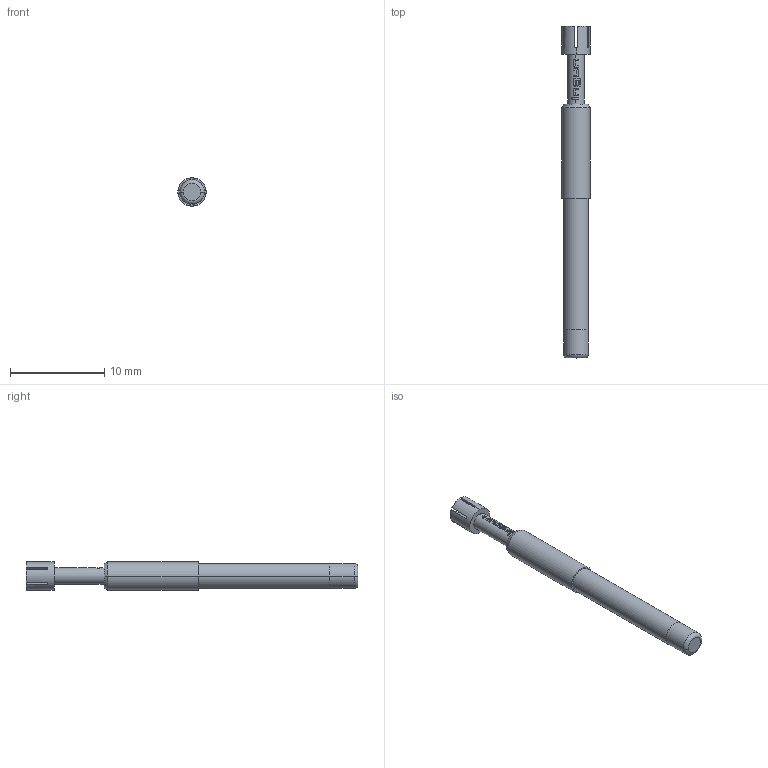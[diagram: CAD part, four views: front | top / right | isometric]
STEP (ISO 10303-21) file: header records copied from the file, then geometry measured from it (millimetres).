
FILE_DESCRIPTION (( 'STEP AP203' ), '1' );
FILE_NAME ('INGUN_GKS-113_319_300_A_xx10.STEP', '2022-01-19T13:11:42', ( 'ochi' ), ( '' ), 'SwSTEP 2.0', 'SolidWorks 2018', '' );
FILE_SCHEMA (( 'CONFIG_CONTROL_DESIGN' ));
Length unit declared in the file: millimetre
Products named in the file (1): INGUN_GKS-113_319_300_A_xx10
Bounding box: 3 x 35.3 x 3 mm (x, y, z)
Volume: 191.6 mm3; surface area: 338.7 mm2
Topology: 1 solids, 1 shells, 125 faces, 350 edges, 232 vertices
Faces by surface type: bspline 40, plane 40, cylinder 29, cone 14, torus 2
Entity records: 5195 total; most frequent: CARTESIAN_POINT 2462, ORIENTED_EDGE 700, EDGE_CURVE 350, DIRECTION 320, B_SPLINE_CURVE_WITH_KNOTS 246, VERTEX_POINT 232, AXIS2_PLACEMENT_3D 130, EDGE_LOOP 130
